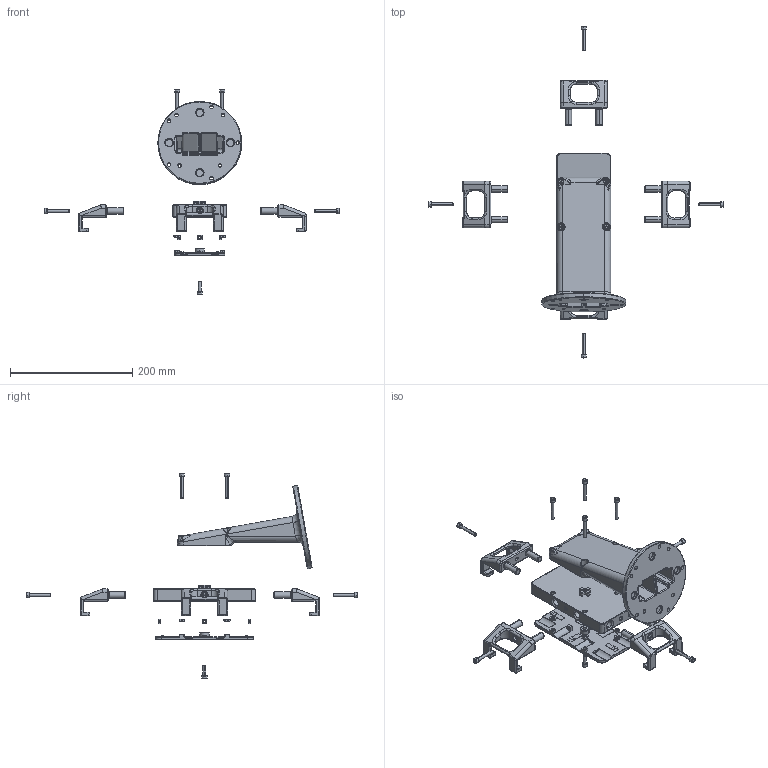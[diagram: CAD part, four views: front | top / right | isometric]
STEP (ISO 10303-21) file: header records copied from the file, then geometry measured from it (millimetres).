
FILE_DESCRIPTION (( 'STEP AP214' ), '1' );
FILE_NAME ('02-049531-001-A00 UTM ASSEMBLY - NOT FOR PRODUCTION.step', '2020-04-09T18:51:34', ( '' ), ( '' ), 'SwSTEP 2.0', 'SolidWorks 2016', '' );
FILE_SCHEMA (( 'AUTOMOTIVE_DESIGN' ));
Length unit declared in the file: millimetre
Products named in the file (8): 02-049531-001-A00 UTM ASSEMBLY - NOT FOR PRODUCTION; ISO 4762 M5 x 35 --- 22C_ISO 4762 M5 x 35 --- 22C; 02-049530-001_90225A101; ISO 4762 M5 x 16 --- 16C_ISO 4762 M5 x 16 --- 16C; 02-049419-004_old; 02-049419-003; 02-049419-006; 02-049419-002
Assembly tree (24 placements, depth 2):
  02-049531-001-A00 UTM ASSEMBLY - NOT FOR PRODUCTION
    02-049419-002
    02-049419-003  x4
    02-049419-004_old
    02-049419-006
    ISO 4762 M5 x 35 --- 22C_ISO 4762 M5 x 35 --- 22C  x8
    ISO 4762 M5 x 16 --- 16C_ISO 4762 M5 x 16 --- 16C
    02-049530-001_90225A101  x8
Bounding box: 482.17 x 542.82 x 334.65 mm (x, y, z)
Volume: 837468.8 mm3; surface area: 258927.3 mm2
Topology: 24 solids, 24 shells, 1971 faces, 4638 edges, 2672 vertices
Faces by surface type: cylinder 693, plane 525, torus 301, bspline 230, cone 168, sphere 54
Entity records: 35566 total; most frequent: CARTESIAN_POINT 11206, DIRECTION 5235, ORIENTED_EDGE 4922, EDGE_CURVE 2461, AXIS2_PLACEMENT_3D 2061, VERTEX_POINT 1459, EDGE_LOOP 1144, LINE 1113
